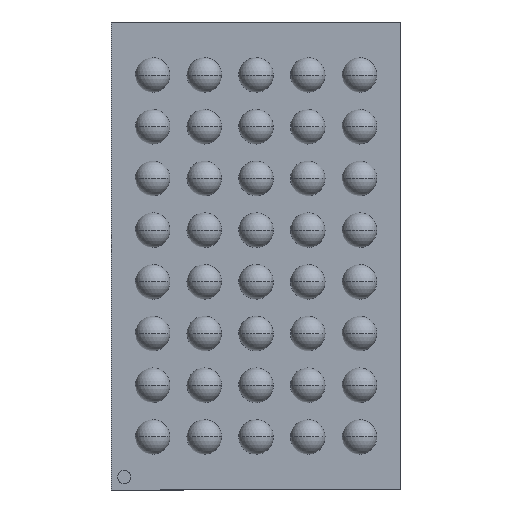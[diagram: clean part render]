
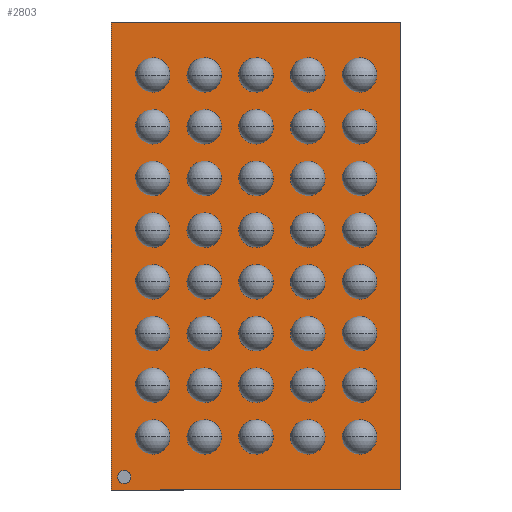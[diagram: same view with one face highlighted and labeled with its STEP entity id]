
A CAD part, front view. The second image highlights one B-rep face of the part: STEP entity #2803.
In plain terms, the highlighted planar face has unit normal (0, -1, 0).
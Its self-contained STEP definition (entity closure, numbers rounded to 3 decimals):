
#38 = DIRECTION ( 'NONE',  ( 0., -1., 0. ) ) ;
#219 = CARTESIAN_POINT ( 'NONE',  ( 1.12, 0.219, 1.81 ) ) ;
#261 = ORIENTED_EDGE ( 'NONE', *, *, #2039, .F. ) ;
#423 = CARTESIAN_POINT ( 'NONE',  ( 0., 0.219, 0. ) ) ;
#440 = CARTESIAN_POINT ( 'NONE',  ( -1.02, 0.219, -1.71 ) ) ;
#446 = LINE ( 'NONE', #219, #2291 ) ;
#544 = EDGE_CURVE ( 'NONE', #2069, #2845, #989, .T. ) ;
#696 = ORIENTED_EDGE ( 'NONE', *, *, #544, .T. ) ;
#754 = LINE ( 'NONE', #1229, #1970 ) ;
#761 = CARTESIAN_POINT ( 'NONE',  ( 1.12, 0.219, -1.81 ) ) ;
#771 = FACE_BOUND ( 'NONE', #2264, .T. ) ;
#884 = CARTESIAN_POINT ( 'NONE',  ( -1.02, 0.219, -1.71 ) ) ;
#903 = CARTESIAN_POINT ( 'NONE',  ( 1.12, 0.219, -1.81 ) ) ;
#958 = ORIENTED_EDGE ( 'NONE', *, *, #1979, .T. ) ;
#989 = LINE ( 'NONE', #2136, #3281 ) ;
#1072 = ORIENTED_EDGE ( 'NONE', *, *, #2814, .F. ) ;
#1094 = VERTEX_POINT ( 'NONE', #2727 ) ;
#1170 = CIRCLE ( 'NONE', #3423, 0.05 ) ;
#1199 = EDGE_LOOP ( 'NONE', ( #2501, #2744, #958, #696 ) ) ;
#1229 = CARTESIAN_POINT ( 'NONE',  ( -1.12, 0.219, 1.81 ) ) ;
#1273 = DIRECTION ( 'NONE',  ( -1., 0., 0. ) ) ;
#1393 = CARTESIAN_POINT ( 'NONE',  ( -1.12, 0.219, -1.81 ) ) ;
#1502 = DIRECTION ( 'NONE',  ( 1., 0., 0. ) ) ;
#1582 = DIRECTION ( 'NONE',  ( 0., -1., 0. ) ) ;
#1612 = EDGE_CURVE ( 'NONE', #2845, #3489, #754, .T. ) ;
#1642 = LINE ( 'NONE', #903, #3442 ) ;
#1868 = DIRECTION ( 'NONE',  ( 0., 0., -1. ) ) ;
#1923 = VERTEX_POINT ( 'NONE', #3640 ) ;
#1970 = VECTOR ( 'NONE', #2948, 1000. ) ;
#1979 = EDGE_CURVE ( 'NONE', #2887, #2069, #446, .T. ) ;
#2039 = EDGE_CURVE ( 'NONE', #1923, #1094, #2879, .T. ) ;
#2069 = VERTEX_POINT ( 'NONE', #3470 ) ;
#2136 = CARTESIAN_POINT ( 'NONE',  ( 1.12, 0.219, 1.81 ) ) ;
#2158 = CARTESIAN_POINT ( 'NONE',  ( -1.12, 0.219, 1.81 ) ) ;
#2169 = DIRECTION ( 'NONE',  ( 0., 0., 1. ) ) ;
#2264 = EDGE_LOOP ( 'NONE', ( #1072, #261 ) ) ;
#2291 = VECTOR ( 'NONE', #3089, 1000. ) ;
#2353 = FACE_OUTER_BOUND ( 'NONE', #1199, .T. ) ;
#2501 = ORIENTED_EDGE ( 'NONE', *, *, #1612, .T. ) ;
#2727 = CARTESIAN_POINT ( 'NONE',  ( -1.02, 0.219, -1.76 ) ) ;
#2744 = ORIENTED_EDGE ( 'NONE', *, *, #3703, .T. ) ;
#2758 = DIRECTION ( 'NONE',  ( 0., 1., 0. ) ) ;
#2803 = ADVANCED_FACE ( 'NONE', ( #771, #2353 ), #3042, .F. ) ;
#2814 = EDGE_CURVE ( 'NONE', #1094, #1923, #1170, .T. ) ;
#2845 = VERTEX_POINT ( 'NONE', #2158 ) ;
#2879 = CIRCLE ( 'NONE', #3435, 0.05 ) ;
#2887 = VERTEX_POINT ( 'NONE', #761 ) ;
#2948 = DIRECTION ( 'NONE',  ( 0., 0., -1. ) ) ;
#3042 = PLANE ( 'NONE',  #3655 ) ;
#3089 = DIRECTION ( 'NONE',  ( 0., 0., 1. ) ) ;
#3281 = VECTOR ( 'NONE', #1273, 1000. ) ;
#3423 = AXIS2_PLACEMENT_3D ( 'NONE', #440, #1582, #1868 ) ;
#3435 = AXIS2_PLACEMENT_3D ( 'NONE', #884, #38, #3480 ) ;
#3442 = VECTOR ( 'NONE', #1502, 1000. ) ;
#3470 = CARTESIAN_POINT ( 'NONE',  ( 1.12, 0.219, 1.81 ) ) ;
#3480 = DIRECTION ( 'NONE',  ( 0., 0., -1. ) ) ;
#3489 = VERTEX_POINT ( 'NONE', #1393 ) ;
#3640 = CARTESIAN_POINT ( 'NONE',  ( -1.02, 0.219, -1.66 ) ) ;
#3655 = AXIS2_PLACEMENT_3D ( 'NONE', #423, #2758, #2169 ) ;
#3703 = EDGE_CURVE ( 'NONE', #3489, #2887, #1642, .T. ) ;
